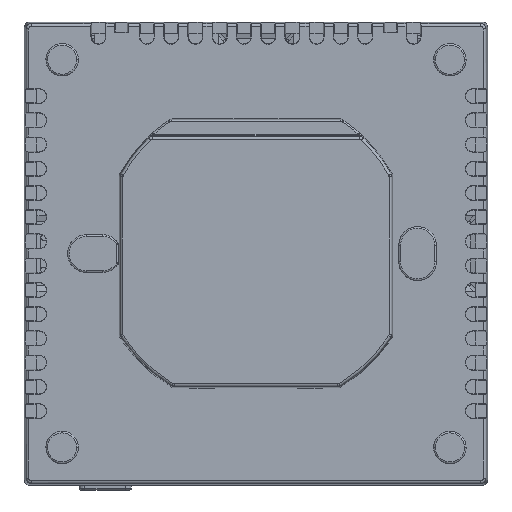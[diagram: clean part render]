
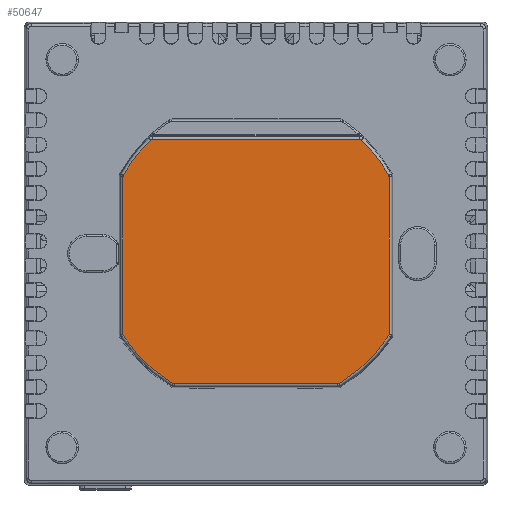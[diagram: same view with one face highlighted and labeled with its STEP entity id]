
A CAD part, front view. The second image highlights one B-rep face of the part: STEP entity #50647.
In plain terms, the highlighted planar face has unit normal (0, -1, 0).
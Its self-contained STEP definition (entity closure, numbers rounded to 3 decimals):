
#19759=CARTESIAN_POINT('',(-0.286,-36.8,1.074));
#19760=DIRECTION('',(0.,1.,0.));
#19761=DIRECTION('',(-0.876,0.,0.483));
#19762=AXIS2_PLACEMENT_3D('',#19759,#19760,#19761);
#19764=CARTESIAN_POINT('',(-19.633,-36.8,
21.071));
#19765=CARTESIAN_POINT('',(-19.602,-36.8,
21.101));
#19766=CARTESIAN_POINT('',(-19.536,-36.8,
21.151));
#19767=CARTESIAN_POINT('',(-19.412,-36.8,
21.201));
#19768=CARTESIAN_POINT('',(-19.329,-36.8,
21.211));
#19769=CARTESIAN_POINT('',(-19.286,-36.8,
21.211));
#19771=CARTESIAN_POINT('',(19.286,-36.8,
21.211));
#19772=CARTESIAN_POINT('',(19.329,-36.8,
21.211));
#19773=CARTESIAN_POINT('',(19.412,-36.8,
21.201));
#19774=CARTESIAN_POINT('',(19.536,-36.8,
21.151));
#19775=CARTESIAN_POINT('',(19.602,-36.8,
21.101));
#19776=CARTESIAN_POINT('',(19.633,-36.8,
21.071));
#19778=CARTESIAN_POINT('',(0.286,-36.8,1.074));
#19779=DIRECTION('',(0.,1.,0.));
#19780=DIRECTION('',(0.695,0.,0.719));
#19781=AXIS2_PLACEMENT_3D('',#19778,#19779,#19780);
#19783=CARTESIAN_POINT('',(24.649,-36.8,
14.514));
#19784=CARTESIAN_POINT('',(24.663,-36.8,
14.489));
#19785=CARTESIAN_POINT('',(24.686,-36.8,
14.439));
#19786=CARTESIAN_POINT('',(24.707,-36.8,
14.356));
#19787=CARTESIAN_POINT('',(24.711,-36.8,
14.3));
#19788=CARTESIAN_POINT('',(24.711,-36.8,
14.272));
#19790=CARTESIAN_POINT('',(24.711,-36.8,
-15.016));
#19791=CARTESIAN_POINT('',(24.711,-36.8,
-15.049));
#19792=CARTESIAN_POINT('',(24.705,-36.8,
-15.113));
#19793=CARTESIAN_POINT('',(24.676,-36.8,
-15.209));
#19794=CARTESIAN_POINT('',(24.646,-36.8,
-15.265));
#19795=CARTESIAN_POINT('',(24.628,-36.8,
-15.293));
#19797=CARTESIAN_POINT('',(0.286,-36.8,0.856));
#19798=DIRECTION('',(0.,1.,0.));
#19799=DIRECTION('',(0.833,0.,-0.553));
#19800=AXIS2_PLACEMENT_3D('',#19797,#19798,#19799);
#19802=CARTESIAN_POINT('',(15.404,-36.8,
-24.139));
#19803=CARTESIAN_POINT('',(15.378,-36.8,
-24.155));
#19804=CARTESIAN_POINT('',(15.324,-36.8,
-24.181));
#19805=CARTESIAN_POINT('',(15.235,-36.8,
-24.206));
#19806=CARTESIAN_POINT('',(15.175,-36.8,
-24.211));
#19807=CARTESIAN_POINT('',(15.145,-36.8,
-24.211));
#19809=CARTESIAN_POINT('',(-15.145,-36.8,
-24.211));
#19810=CARTESIAN_POINT('',(-15.175,-36.8,
-24.211));
#19811=CARTESIAN_POINT('',(-15.235,-36.8,
-24.206));
#19812=CARTESIAN_POINT('',(-15.324,-36.8,
-24.181));
#19813=CARTESIAN_POINT('',(-15.378,-36.8,
-24.155));
#19814=CARTESIAN_POINT('',(-15.404,-36.8,
-24.139));
#19816=CARTESIAN_POINT('',(-0.286,-36.8,0.856));
#19817=DIRECTION('',(0.,1.,0.));
#19818=DIRECTION('',(-0.518,0.,-0.856));
#19819=AXIS2_PLACEMENT_3D('',#19816,#19817,#19818);
#19821=CARTESIAN_POINT('',(-24.628,-36.8,
-15.293));
#19822=CARTESIAN_POINT('',(-24.646,-36.8,
-15.265));
#19823=CARTESIAN_POINT('',(-24.676,-36.8,
-15.209));
#19824=CARTESIAN_POINT('',(-24.705,-36.8,
-15.113));
#19825=CARTESIAN_POINT('',(-24.711,-36.8,
-15.049));
#19826=CARTESIAN_POINT('',(-24.711,-36.8,
-15.016));
#19828=CARTESIAN_POINT('',(-24.711,-36.8,
14.272));
#19829=CARTESIAN_POINT('',(-24.711,-36.8,
14.3));
#19830=CARTESIAN_POINT('',(-24.707,-36.8,
14.356));
#19831=CARTESIAN_POINT('',(-24.686,-36.8,
14.439));
#19832=CARTESIAN_POINT('',(-24.663,-36.8,
14.489));
#19833=CARTESIAN_POINT('',(-24.649,-36.8,
14.514));
#19857=DIRECTION('',(0.,0.,-1.));
#19858=VECTOR('',#19857,29.288);
#19859=CARTESIAN_POINT('',(-24.711,-36.8,
14.272));
#19860=LINE('',#19859,#19858);
#19904=DIRECTION('',(1.,0.,0.));
#19905=VECTOR('',#19904,30.29);
#19906=CARTESIAN_POINT('',(-15.145,-36.8,
-24.211));
#19907=LINE('',#19906,#19905);
#19933=DIRECTION('',(-1.,0.,0.));
#19934=VECTOR('',#19933,38.571);
#19935=CARTESIAN_POINT('',(19.286,-36.8,
21.211));
#19936=LINE('',#19935,#19934);
#20099=DIRECTION('',(0.,0.,1.));
#20100=VECTOR('',#20099,29.288);
#20101=CARTESIAN_POINT('',(24.711,-36.8,
-15.016));
#20102=LINE('',#20101,#20100);
#23024=CARTESIAN_POINT('',(19.286,-36.8,
21.211));
#23025=VERTEX_POINT('',#23024);
#23026=CARTESIAN_POINT('',(-19.286,-36.8,
21.211));
#23027=VERTEX_POINT('',#23026);
#23028=CARTESIAN_POINT('',(19.633,-36.8,21.071));
#23029=VERTEX_POINT('',#23028);
#23030=CARTESIAN_POINT('',(24.649,-36.8,14.514));
#23031=VERTEX_POINT('',#23030);
#23033=CARTESIAN_POINT('',(24.711,-36.8,14.272));
#23034=VERTEX_POINT('',#23033);
#23062=CARTESIAN_POINT('',(-24.628,-36.8,
-15.293));
#23063=VERTEX_POINT('',#23062);
#23064=CARTESIAN_POINT('',(-24.711,-36.8,
-15.016));
#23065=VERTEX_POINT('',#23064);
#23066=CARTESIAN_POINT('',(-15.404,-36.8,-24.139));
#23067=VERTEX_POINT('',#23066);
#23070=CARTESIAN_POINT('',(-24.649,-36.8,14.514));
#23071=CARTESIAN_POINT('',(-19.633,-36.8,21.071));
#23072=VERTEX_POINT('',#23070);
#23073=VERTEX_POINT('',#23071);
#23074=CARTESIAN_POINT('',(24.711,-36.8,
-15.016));
#23075=VERTEX_POINT('',#23074);
#23076=VERTEX_POINT('',#19795);
#23077=CARTESIAN_POINT('',(15.404,-36.8,-24.139));
#23078=VERTEX_POINT('',#23077);
#23079=VERTEX_POINT('',#19807);
#23080=CARTESIAN_POINT('',(-15.145,-36.8,
-24.211));
#23081=VERTEX_POINT('',#23080);
#23082=CARTESIAN_POINT('',(-24.711,-36.8,
14.272));
#23083=VERTEX_POINT('',#23082);
#50610=CARTESIAN_POINT('',(0.,-36.8,50.));
#50611=DIRECTION('',(0.,1.,0.));
#50612=DIRECTION('',(-1.,0.,0.));
#50613=AXIS2_PLACEMENT_3D('',#50610,#50611,#50612);
#50614=PLANE('',#50613);
#50616=ORIENTED_EDGE('',*,*,#50615,.T.);
#50618=ORIENTED_EDGE('',*,*,#50617,.T.);
#50620=ORIENTED_EDGE('',*,*,#50619,.F.);
#50622=ORIENTED_EDGE('',*,*,#50621,.T.);
#50624=ORIENTED_EDGE('',*,*,#50623,.T.);
#50626=ORIENTED_EDGE('',*,*,#50625,.T.);
#50628=ORIENTED_EDGE('',*,*,#50627,.F.);
#50630=ORIENTED_EDGE('',*,*,#50629,.T.);
#50631=ORIENTED_EDGE('',*,*,#50601,.T.);
#50632=ORIENTED_EDGE('',*,*,#50591,.T.);
#50634=ORIENTED_EDGE('',*,*,#50633,.F.);
#50636=ORIENTED_EDGE('',*,*,#50635,.T.);
#50638=ORIENTED_EDGE('',*,*,#50637,.T.);
#50640=ORIENTED_EDGE('',*,*,#50639,.T.);
#50642=ORIENTED_EDGE('',*,*,#50641,.F.);
#50644=ORIENTED_EDGE('',*,*,#50643,.T.);
#50645=EDGE_LOOP('',(#50616,#50618,#50620,#50622,#50624,#50626,#50628,#50630,
#50631,#50632,#50634,#50636,#50638,#50640,#50642,#50644));
#50646=FACE_OUTER_BOUND('',#50645,.F.);
#50647=ADVANCED_FACE('',(#50646),#50614,.F.);
#19763=CIRCLE('',#19762,27.824);
#19770=B_SPLINE_CURVE_WITH_KNOTS('',3,(#19764,#19765,#19766,#19767,#19768,
#19769),.UNSPECIFIED.,.F.,.F.,(4,1,1,4),(0.,0.333,
0.667,1.),.UNSPECIFIED.);
#19777=B_SPLINE_CURVE_WITH_KNOTS('',3,(#19771,#19772,#19773,#19774,#19775,
#19776),.UNSPECIFIED.,.F.,.F.,(4,1,1,4),(0.,0.333,
0.667,1.),.UNSPECIFIED.);
#19782=CIRCLE('',#19781,27.824);
#19789=B_SPLINE_CURVE_WITH_KNOTS('',3,(#19783,#19784,#19785,#19786,#19787,
#19788),.UNSPECIFIED.,.F.,.F.,(4,1,1,4),(0.,0.333,
0.667,1.),.UNSPECIFIED.);
#19796=B_SPLINE_CURVE_WITH_KNOTS('',3,(#19790,#19791,#19792,#19793,#19794,
#19795),.UNSPECIFIED.,.F.,.F.,(4,1,1,4),(0.,0.333,
0.667,1.),.UNSPECIFIED.);
#19801=CIRCLE('',#19800,29.211);
#19808=B_SPLINE_CURVE_WITH_KNOTS('',3,(#19802,#19803,#19804,#19805,#19806,
#19807),.UNSPECIFIED.,.F.,.F.,(4,1,1,4),(0.,0.333,
0.667,1.),.UNSPECIFIED.);
#19815=B_SPLINE_CURVE_WITH_KNOTS('',3,(#19809,#19810,#19811,#19812,#19813,
#19814),.UNSPECIFIED.,.F.,.F.,(4,1,1,4),(0.,0.333,
0.667,1.),.UNSPECIFIED.);
#19820=CIRCLE('',#19819,29.211);
#19827=B_SPLINE_CURVE_WITH_KNOTS('',3,(#19821,#19822,#19823,#19824,#19825,
#19826),.UNSPECIFIED.,.F.,.F.,(4,1,1,4),(0.,0.333,
0.667,1.),.UNSPECIFIED.);
#19834=B_SPLINE_CURVE_WITH_KNOTS('',3,(#19828,#19829,#19830,#19831,#19832,
#19833),.UNSPECIFIED.,.F.,.F.,(4,1,1,4),(0.,0.333,
0.667,1.),.UNSPECIFIED.);
#50591=EDGE_CURVE('',#23078,#23079,#19808,.T.);
#50601=EDGE_CURVE('',#23076,#23078,#19801,.T.);
#50615=EDGE_CURVE('',#23072,#23073,#19763,.T.);
#50617=EDGE_CURVE('',#23073,#23027,#19770,.T.);
#50619=EDGE_CURVE('',#23025,#23027,#19936,.T.);
#50621=EDGE_CURVE('',#23025,#23029,#19777,.T.);
#50623=EDGE_CURVE('',#23029,#23031,#19782,.T.);
#50625=EDGE_CURVE('',#23031,#23034,#19789,.T.);
#50627=EDGE_CURVE('',#23075,#23034,#20102,.T.);
#50629=EDGE_CURVE('',#23075,#23076,#19796,.T.);
#50633=EDGE_CURVE('',#23081,#23079,#19907,.T.);
#50635=EDGE_CURVE('',#23081,#23067,#19815,.T.);
#50637=EDGE_CURVE('',#23067,#23063,#19820,.T.);
#50639=EDGE_CURVE('',#23063,#23065,#19827,.T.);
#50641=EDGE_CURVE('',#23083,#23065,#19860,.T.);
#50643=EDGE_CURVE('',#23083,#23072,#19834,.T.);
